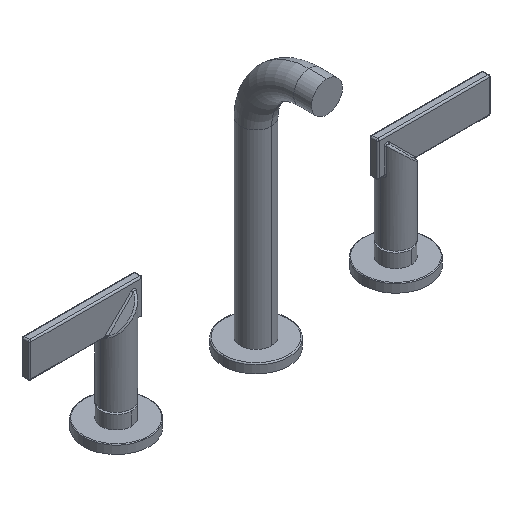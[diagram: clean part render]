
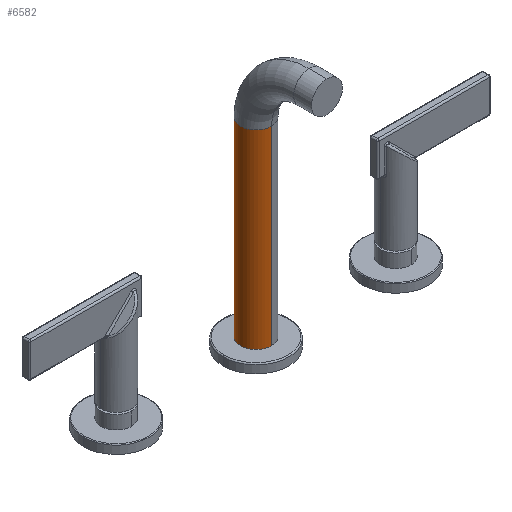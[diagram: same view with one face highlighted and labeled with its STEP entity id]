
A CAD part, isometric view. The second image highlights one B-rep face of the part: STEP entity #6582.
In plain terms, the highlighted cylindrical face has radius 11.113 mm (diameter 22.225 mm), a partial arc.
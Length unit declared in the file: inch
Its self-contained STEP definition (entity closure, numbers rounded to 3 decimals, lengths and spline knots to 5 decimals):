
#6294=DIRECTION('',(0.,0.,1.));
#6295=VECTOR('',#6294,5.355);
#6296=CARTESIAN_POINT('',(0.,-0.4375,2.99665));
#6297=LINE('',#6296,#6295);
#6301=CARTESIAN_POINT('',(0.,0.,2.99665));
#6302=DIRECTION('',(0.,0.,1.));
#6303=DIRECTION('',(0.,1.,0.));
#6304=AXIS2_PLACEMENT_3D('',#6301,#6302,#6303);
#6309=DIRECTION('',(0.,0.,1.));
#6310=VECTOR('',#6309,5.355);
#6311=CARTESIAN_POINT('',(0.,0.4375,2.99665));
#6312=LINE('',#6311,#6310);
#6316=CARTESIAN_POINT('',(0.,0.,8.35165));
#6317=DIRECTION('',(0.,0.,1.));
#6318=DIRECTION('',(0.,1.,0.));
#6319=AXIS2_PLACEMENT_3D('',#6316,#6317,#6318);
#6394=CARTESIAN_POINT('',(0.,-0.4375,8.35165));
#6395=CARTESIAN_POINT('',(0.,0.4375,8.35165));
#6396=VERTEX_POINT('',#6394);
#6397=VERTEX_POINT('',#6395);
#6418=CARTESIAN_POINT('',(0.,-0.4375,2.99665));
#6419=CARTESIAN_POINT('',(0.,0.4375,2.99665));
#6420=VERTEX_POINT('',#6418);
#6421=VERTEX_POINT('',#6419);
#6570=CARTESIAN_POINT('',(0.,0.,2.85165));
#6571=DIRECTION('',(0.,0.,1.));
#6572=DIRECTION('',(0.,-1.,0.));
#6573=AXIS2_PLACEMENT_3D('',#6570,#6571,#6572);
#6574=CYLINDRICAL_SURFACE('',#6573,0.4375);
#6575=ORIENTED_EDGE('',*,*,#6457,.F.);
#6576=ORIENTED_EDGE('',*,*,#6558,.T.);
#6578=ORIENTED_EDGE('',*,*,#6577,.T.);
#6579=ORIENTED_EDGE('',*,*,#6554,.F.);
#6580=EDGE_LOOP('',(#6575,#6576,#6578,#6579));
#6581=FACE_OUTER_BOUND('',#6580,.F.);
#6305=CIRCLE('',#6304,0.4375);
#6320=CIRCLE('',#6319,0.4375);
#6457=EDGE_CURVE('',#6421,#6420,#6305,.T.);
#6554=EDGE_CURVE('',#6420,#6396,#6297,.T.);
#6558=EDGE_CURVE('',#6421,#6397,#6312,.T.);
#6577=EDGE_CURVE('',#6397,#6396,#6320,.T.);
#6582=ADVANCED_FACE('',(#6581),#6574,.T.);
